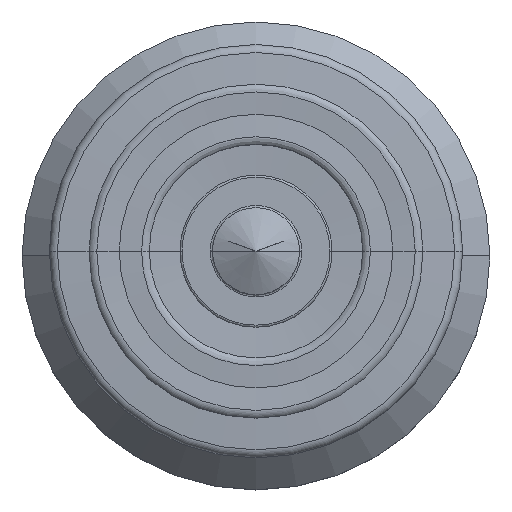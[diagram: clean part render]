
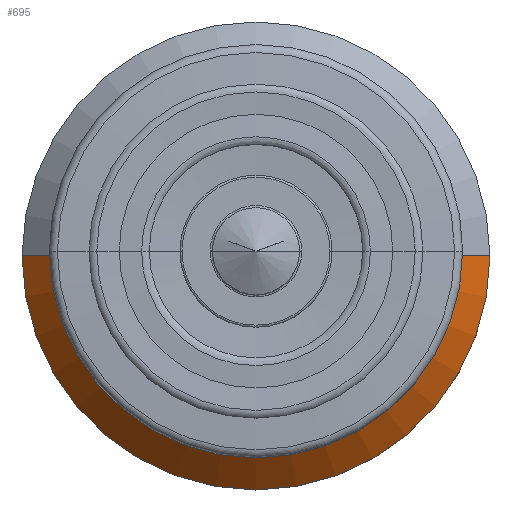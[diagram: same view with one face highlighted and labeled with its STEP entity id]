
A CAD part, top view. The second image highlights one B-rep face of the part: STEP entity #695.
In plain terms, the highlighted conical face has half-angle 45 degrees and reference radius 18.25 mm.
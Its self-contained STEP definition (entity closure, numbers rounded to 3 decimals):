
#4 = VECTOR ( 'NONE', #1228, 1000. ) ;
#147 = DIRECTION ( 'NONE',  ( 1., 0., 0. ) ) ;
#158 = DIRECTION ( 'NONE',  ( 1., 0., 0. ) ) ;
#176 = DIRECTION ( 'NONE',  ( 0., 0., 1. ) ) ;
#271 = CARTESIAN_POINT ( 'NONE',  ( 0., 0., 11.25 ) ) ;
#283 = CARTESIAN_POINT ( 'NONE',  ( -21.5, 0., 8. ) ) ;
#341 = CARTESIAN_POINT ( 'NONE',  ( 18.25, 0., 11.25 ) ) ;
#465 = LINE ( 'NONE', #341, #866 ) ;
#476 = AXIS2_PLACEMENT_3D ( 'NONE', #642, #634, #147 ) ;
#510 = DIRECTION ( 'NONE',  ( 0.707, 0., -0.707 ) ) ;
#613 = EDGE_CURVE ( 'NONE', #1996, #2046, #1201, .T. ) ;
#634 = DIRECTION ( 'NONE',  ( 0., 0., 1. ) ) ;
#642 = CARTESIAN_POINT ( 'NONE',  ( 0., 0., 8. ) ) ;
#695 = ADVANCED_FACE ( 'NONE', ( #1964 ), #1916, .T. ) ;
#761 = AXIS2_PLACEMENT_3D ( 'NONE', #1824, #1813, #1985 ) ;
#830 = CARTESIAN_POINT ( 'NONE',  ( -18.25, 0., 11.25 ) ) ;
#866 = VECTOR ( 'NONE', #510, 1000. ) ;
#873 = VERTEX_POINT ( 'NONE', #1909 ) ;
#1107 = ORIENTED_EDGE ( 'NONE', *, *, #613, .F. ) ;
#1170 = CIRCLE ( 'NONE', #476, 21.5 ) ;
#1201 = CIRCLE ( 'NONE', #1544, 18.25 ) ;
#1228 = DIRECTION ( 'NONE',  ( -0.707, 0., -0.707 ) ) ;
#1266 = EDGE_CURVE ( 'NONE', #1637, #873, #1170, .T. ) ;
#1319 = LINE ( 'NONE', #1399, #4 ) ;
#1372 = EDGE_CURVE ( 'NONE', #2046, #873, #465, .T. ) ;
#1386 = ORIENTED_EDGE ( 'NONE', *, *, #1372, .F. ) ;
#1399 = CARTESIAN_POINT ( 'NONE',  ( -18.25, 0., 11.25 ) ) ;
#1480 = ORIENTED_EDGE ( 'NONE', *, *, #1828, .T. ) ;
#1530 = ORIENTED_EDGE ( 'NONE', *, *, #1266, .T. ) ;
#1544 = AXIS2_PLACEMENT_3D ( 'NONE', #271, #176, #158 ) ;
#1557 = EDGE_LOOP ( 'NONE', ( #1386, #1107, #1480, #1530 ) ) ;
#1637 = VERTEX_POINT ( 'NONE', #283 ) ;
#1813 = DIRECTION ( 'NONE',  ( 0., 0., -1. ) ) ;
#1824 = CARTESIAN_POINT ( 'NONE',  ( 0., 0., 11.25 ) ) ;
#1828 = EDGE_CURVE ( 'NONE', #1996, #1637, #1319, .T. ) ;
#1905 = CARTESIAN_POINT ( 'NONE',  ( 18.25, 0., 11.25 ) ) ;
#1909 = CARTESIAN_POINT ( 'NONE',  ( 21.5, 0., 8. ) ) ;
#1916 = CONICAL_SURFACE ( 'NONE', #761, 18.25, 0.785 ) ;
#1964 = FACE_OUTER_BOUND ( 'NONE', #1557, .T. ) ;
#1985 = DIRECTION ( 'NONE',  ( -1., 0., 0. ) ) ;
#1996 = VERTEX_POINT ( 'NONE', #830 ) ;
#2046 = VERTEX_POINT ( 'NONE', #1905 ) ;
